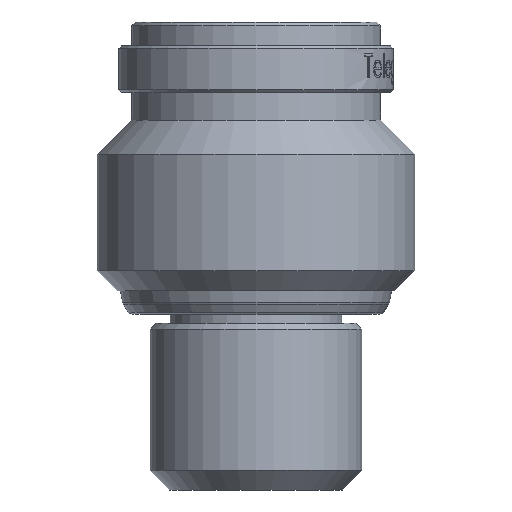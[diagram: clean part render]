
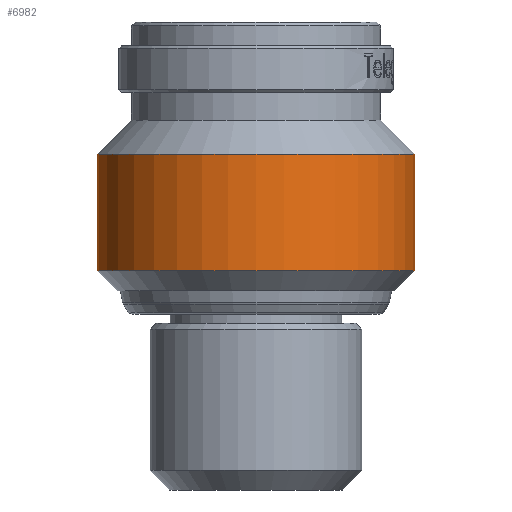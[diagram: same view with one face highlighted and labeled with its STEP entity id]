
A CAD part, front view. The second image highlights one B-rep face of the part: STEP entity #6982.
In plain terms, the highlighted cylindrical face has radius 8.1 mm (diameter 16.2 mm), a partial arc.
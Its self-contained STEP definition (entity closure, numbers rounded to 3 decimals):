
#486 = CIRCLE ( 'NONE', #2346, 8.1 ) ;
#1139 = EDGE_CURVE ( 'NONE', #11974, #9133, #486, .T. ) ;
#1204 = LINE ( 'NONE', #13490, #5056 ) ;
#1922 = VERTEX_POINT ( 'NONE', #4823 ) ;
#2346 = AXIS2_PLACEMENT_3D ( 'NONE', #16415, #14965, #17413 ) ;
#2518 = ORIENTED_EDGE ( 'NONE', *, *, #15601, .T. ) ;
#3067 = VECTOR ( 'NONE', #5592, 1000. ) ;
#4823 = CARTESIAN_POINT ( 'NONE',  ( 8.1, 0., -5.9 ) ) ;
#5056 = VECTOR ( 'NONE', #6294, 1000. ) ;
#5484 = CARTESIAN_POINT ( 'NONE',  ( 0., 0., -5.9 ) ) ;
#5592 = DIRECTION ( 'NONE',  ( 0., 0., 1. ) ) ;
#6294 = DIRECTION ( 'NONE',  ( 0., 0., 1. ) ) ;
#6445 = LINE ( 'NONE', #9897, #3067 ) ;
#6454 = ORIENTED_EDGE ( 'NONE', *, *, #16263, .F. ) ;
#6934 = DIRECTION ( 'NONE',  ( 1., 0., 0. ) ) ;
#6982 = ADVANCED_FACE ( 'NONE', ( #11805 ), #13832, .T. ) ;
#8988 = CARTESIAN_POINT ( 'NONE',  ( 8.1, 0., -11.825 ) ) ;
#9113 = AXIS2_PLACEMENT_3D ( 'NONE', #11360, #17988, #17147 ) ;
#9133 = VERTEX_POINT ( 'NONE', #8988 ) ;
#9588 = VERTEX_POINT ( 'NONE', #16060 ) ;
#9621 = EDGE_LOOP ( 'NONE', ( #15239, #17630, #2518, #6454 ) ) ;
#9897 = CARTESIAN_POINT ( 'NONE',  ( 8.1, 0., 0.85 ) ) ;
#11360 = CARTESIAN_POINT ( 'NONE',  ( 0., 0., 0.85 ) ) ;
#11805 = FACE_OUTER_BOUND ( 'NONE', #9621, .T. ) ;
#11974 = VERTEX_POINT ( 'NONE', #13711 ) ;
#11997 = CIRCLE ( 'NONE', #16660, 8.1 ) ;
#13490 = CARTESIAN_POINT ( 'NONE',  ( -8.1, 0., 0.85 ) ) ;
#13711 = CARTESIAN_POINT ( 'NONE',  ( -8.1, 0., -11.825 ) ) ;
#13832 = CYLINDRICAL_SURFACE ( 'NONE', #9113, 8.1 ) ;
#14965 = DIRECTION ( 'NONE',  ( 0., 0., 1. ) ) ;
#15239 = ORIENTED_EDGE ( 'NONE', *, *, #18014, .F. ) ;
#15589 = DIRECTION ( 'NONE',  ( 0., 0., 1. ) ) ;
#15601 = EDGE_CURVE ( 'NONE', #9133, #1922, #6445, .T. ) ;
#16060 = CARTESIAN_POINT ( 'NONE',  ( -8.1, 0., -5.9 ) ) ;
#16263 = EDGE_CURVE ( 'NONE', #9588, #1922, #11997, .T. ) ;
#16415 = CARTESIAN_POINT ( 'NONE',  ( 0., 0., -11.825 ) ) ;
#16660 = AXIS2_PLACEMENT_3D ( 'NONE', #5484, #15589, #6934 ) ;
#17147 = DIRECTION ( 'NONE',  ( 1., 0., 0. ) ) ;
#17413 = DIRECTION ( 'NONE',  ( 1., 0., 0. ) ) ;
#17630 = ORIENTED_EDGE ( 'NONE', *, *, #1139, .T. ) ;
#17988 = DIRECTION ( 'NONE',  ( 0., 0., 1. ) ) ;
#18014 = EDGE_CURVE ( 'NONE', #11974, #9588, #1204, .T. ) ;
